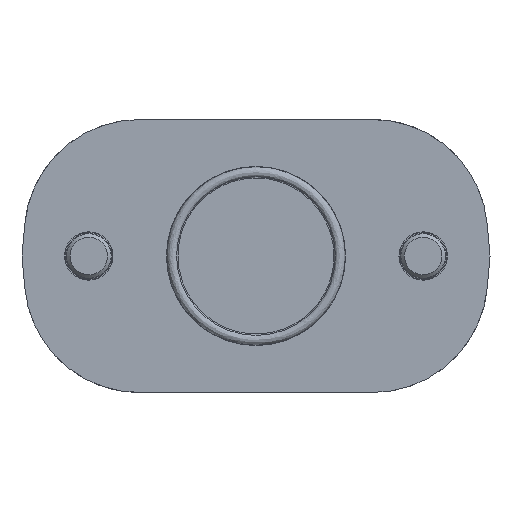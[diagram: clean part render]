
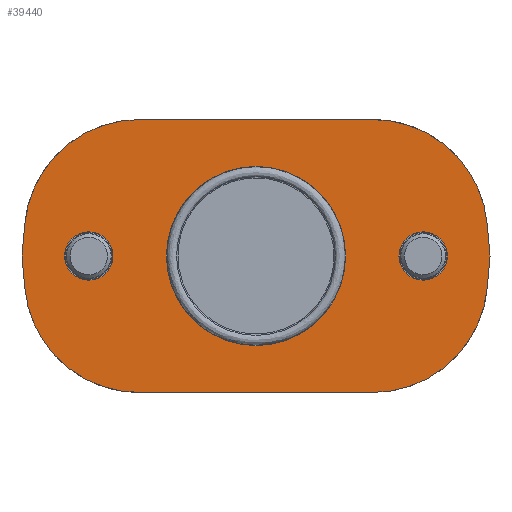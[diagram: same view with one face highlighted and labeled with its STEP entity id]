
A CAD part, front view. The second image highlights one B-rep face of the part: STEP entity #39440.
In plain terms, the highlighted planar face has unit normal (0, -1, 0).
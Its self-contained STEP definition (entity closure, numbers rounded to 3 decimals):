
#108 = CIRCLE ( 'NONE', #45614, 6.5 ) ;
#712 = CARTESIAN_POINT ( 'NONE',  ( 0., -13.925, 24.125 ) ) ;
#2249 = CARTESIAN_POINT ( 'NONE',  ( 31.379, -13.925, 36.75 ) ) ;
#2752 = LINE ( 'NONE', #7194, #27608 ) ;
#3935 = ORIENTED_EDGE ( 'NONE', *, *, #4966, .T. ) ;
#4655 = DIRECTION ( 'NONE',  ( 1., 0., 0. ) ) ;
#4922 = ORIENTED_EDGE ( 'NONE', *, *, #65738, .T. ) ;
#4966 = EDGE_CURVE ( 'NONE', #21375, #21375, #108, .T. ) ;
#6484 = LINE ( 'NONE', #33162, #60903 ) ;
#7020 = CARTESIAN_POINT ( 'NONE',  ( -63., -13.925, 0. ) ) ;
#7194 = CARTESIAN_POINT ( 'NONE',  ( -62.261, -13.925, 8.452 ) ) ;
#7801 = ORIENTED_EDGE ( 'NONE', *, *, #49376, .T. ) ;
#8395 = DIRECTION ( 'NONE',  ( -0.087, 0., 0.996 ) ) ;
#8836 = FACE_BOUND ( 'NONE', #66381, .T. ) ;
#9325 = AXIS2_PLACEMENT_3D ( 'NONE', #45237, #27986, #11076 ) ;
#9926 = VERTEX_POINT ( 'NONE', #58553 ) ;
#10368 = DIRECTION ( 'NONE',  ( 0., -1., 0. ) ) ;
#10406 = ORIENTED_EDGE ( 'NONE', *, *, #14173, .T. ) ;
#10902 = VECTOR ( 'NONE', #69343, 1000. ) ;
#11076 = DIRECTION ( 'NONE',  ( 0., 0., -1. ) ) ;
#12055 = AXIS2_PLACEMENT_3D ( 'NONE', #29431, #68559, #35198 ) ;
#12639 = LINE ( 'NONE', #2249, #10902 ) ;
#14173 = EDGE_CURVE ( 'NONE', #41098, #41098, #30654, .T. ) ;
#14187 = CIRCLE ( 'NONE', #60454, 31. ) ;
#14560 = EDGE_CURVE ( 'NONE', #27836, #50869, #2752, .T. ) ;
#14624 = DIRECTION ( 'NONE',  ( 0., 1., 0. ) ) ;
#16374 = EDGE_LOOP ( 'NONE', ( #4922, #32628, #66890, #66713, #60651, #72663, #55992, #7801, #33528, #68976 ) ) ;
#17539 = EDGE_CURVE ( 'NONE', #64786, #64131, #24693, .T. ) ;
#17928 = CIRCLE ( 'NONE', #47242, 31. ) ;
#19634 = EDGE_CURVE ( 'NONE', #56444, #56263, #6484, .T. ) ;
#20571 = EDGE_CURVE ( 'NONE', #9926, #64786, #72777, .T. ) ;
#20789 = CARTESIAN_POINT ( 'NONE',  ( 62.261, -13.925, -8.452 ) ) ;
#21375 = VERTEX_POINT ( 'NONE', #55765 ) ;
#23049 = VECTOR ( 'NONE', #42568, 1000. ) ;
#24693 = LINE ( 'NONE', #31054, #70394 ) ;
#25095 = AXIS2_PLACEMENT_3D ( 'NONE', #64343, #30883, #69969 ) ;
#26518 = DIRECTION ( 'NONE',  ( 0.087, 0., 0.996 ) ) ;
#26929 = CARTESIAN_POINT ( 'NONE',  ( -31.379, -13.925, 36.75 ) ) ;
#27480 = CARTESIAN_POINT ( 'NONE',  ( 31.379, -13.925, 5.75 ) ) ;
#27608 = VECTOR ( 'NONE', #46729, 1000. ) ;
#27836 = VERTEX_POINT ( 'NONE', #72565 ) ;
#27986 = DIRECTION ( 'NONE',  ( 0., -1., 0. ) ) ;
#29431 = CARTESIAN_POINT ( 'NONE',  ( 0., -13.925, 0. ) ) ;
#29790 = AXIS2_PLACEMENT_3D ( 'NONE', #66651, #33250, #72260 ) ;
#30654 = CIRCLE ( 'NONE', #53491, 6.5 ) ;
#30811 = EDGE_CURVE ( 'NONE', #54969, #54969, #53828, .T. ) ;
#30883 = DIRECTION ( 'NONE',  ( 0., -1., 0. ) ) ;
#31054 = CARTESIAN_POINT ( 'NONE',  ( 63., -13.925, 0. ) ) ;
#32628 = ORIENTED_EDGE ( 'NONE', *, *, #19634, .T. ) ;
#32962 = CARTESIAN_POINT ( 'NONE',  ( -31.379, -13.925, -36.75 ) ) ;
#33162 = CARTESIAN_POINT ( 'NONE',  ( -31.379, -13.925, -36.75 ) ) ;
#33250 = DIRECTION ( 'NONE',  ( 0., -1., 0. ) ) ;
#33266 = DIRECTION ( 'NONE',  ( 0., 0., -1. ) ) ;
#33381 = CARTESIAN_POINT ( 'NONE',  ( 45., -13.925, 0. ) ) ;
#33528 = ORIENTED_EDGE ( 'NONE', *, *, #14560, .T. ) ;
#33984 = CARTESIAN_POINT ( 'NONE',  ( -62.261, -13.925, -8.452 ) ) ;
#35198 = DIRECTION ( 'NONE',  ( 0., 0., 1. ) ) ;
#35453 = CARTESIAN_POINT ( 'NONE',  ( 62.261, -13.925, 8.452 ) ) ;
#35768 = EDGE_CURVE ( 'NONE', #51943, #54917, #12639, .T. ) ;
#36380 = CARTESIAN_POINT ( 'NONE',  ( 63., -13.925, 0. ) ) ;
#39102 = EDGE_LOOP ( 'NONE', ( #57399 ) ) ;
#39440 = ADVANCED_FACE ( 'NONE', ( #52280, #66878, #68670, #8836 ), #49863, .T. ) ;
#39797 = VECTOR ( 'NONE', #26518, 1000. ) ;
#40088 = LINE ( 'NONE', #53522, #23049 ) ;
#41085 = VERTEX_POINT ( 'NONE', #33984 ) ;
#41098 = VERTEX_POINT ( 'NONE', #61743 ) ;
#42568 = DIRECTION ( 'NONE',  ( 0.087, 0., -0.996 ) ) ;
#42961 = CARTESIAN_POINT ( 'NONE',  ( 31.379, -13.925, -36.75 ) ) ;
#44114 = DIRECTION ( 'NONE',  ( 0., 1., 0. ) ) ;
#44363 = DIRECTION ( 'NONE',  ( 0., 0., -1. ) ) ;
#44528 = CARTESIAN_POINT ( 'NONE',  ( 31.379, -13.925, -5.75 ) ) ;
#45237 = CARTESIAN_POINT ( 'NONE',  ( -31.379, -13.925, -5.75 ) ) ;
#45303 = EDGE_CURVE ( 'NONE', #64131, #51943, #17928, .T. ) ;
#45614 = AXIS2_PLACEMENT_3D ( 'NONE', #33381, #44114, #44363 ) ;
#46729 = DIRECTION ( 'NONE',  ( -0.087, 0., -0.996 ) ) ;
#47242 = AXIS2_PLACEMENT_3D ( 'NONE', #27480, #66668, #33266 ) ;
#48748 = CARTESIAN_POINT ( 'NONE',  ( -45., -13.925, 0. ) ) ;
#49136 = CIRCLE ( 'NONE', #25095, 31. ) ;
#49376 = EDGE_CURVE ( 'NONE', #54917, #27836, #50255, .T. ) ;
#49863 = PLANE ( 'NONE',  #9325 ) ;
#50113 = DIRECTION ( 'NONE',  ( 0., 0., -1. ) ) ;
#50255 = CIRCLE ( 'NONE', #29790, 31. ) ;
#50869 = VERTEX_POINT ( 'NONE', #7020 ) ;
#51943 = VERTEX_POINT ( 'NONE', #67738 ) ;
#52280 = FACE_BOUND ( 'NONE', #39102, .T. ) ;
#53491 = AXIS2_PLACEMENT_3D ( 'NONE', #48748, #14624, #54277 ) ;
#53522 = CARTESIAN_POINT ( 'NONE',  ( -63., -13.925, 0. ) ) ;
#53828 = CIRCLE ( 'NONE', #12055, 24.125 ) ;
#54277 = DIRECTION ( 'NONE',  ( 0., 0., -1. ) ) ;
#54917 = VERTEX_POINT ( 'NONE', #26929 ) ;
#54969 = VERTEX_POINT ( 'NONE', #712 ) ;
#55759 = EDGE_CURVE ( 'NONE', #50869, #41085, #40088, .T. ) ;
#55765 = CARTESIAN_POINT ( 'NONE',  ( 45., -13.925, -6.5 ) ) ;
#55992 = ORIENTED_EDGE ( 'NONE', *, *, #35768, .T. ) ;
#56263 = VERTEX_POINT ( 'NONE', #42961 ) ;
#56444 = VERTEX_POINT ( 'NONE', #32962 ) ;
#57399 = ORIENTED_EDGE ( 'NONE', *, *, #30811, .T. ) ;
#58553 = CARTESIAN_POINT ( 'NONE',  ( 62.261, -13.925, -8.452 ) ) ;
#58994 = EDGE_CURVE ( 'NONE', #56263, #9926, #14187, .T. ) ;
#60454 = AXIS2_PLACEMENT_3D ( 'NONE', #44528, #10368, #50113 ) ;
#60651 = ORIENTED_EDGE ( 'NONE', *, *, #17539, .T. ) ;
#60903 = VECTOR ( 'NONE', #4655, 1000. ) ;
#61743 = CARTESIAN_POINT ( 'NONE',  ( -45., -13.925, -6.5 ) ) ;
#64131 = VERTEX_POINT ( 'NONE', #35453 ) ;
#64343 = CARTESIAN_POINT ( 'NONE',  ( -31.379, -13.925, -5.75 ) ) ;
#64786 = VERTEX_POINT ( 'NONE', #36380 ) ;
#65738 = EDGE_CURVE ( 'NONE', #41085, #56444, #49136, .T. ) ;
#66381 = EDGE_LOOP ( 'NONE', ( #10406 ) ) ;
#66651 = CARTESIAN_POINT ( 'NONE',  ( -31.379, -13.925, 5.75 ) ) ;
#66668 = DIRECTION ( 'NONE',  ( 0., -1., 0. ) ) ;
#66713 = ORIENTED_EDGE ( 'NONE', *, *, #20571, .T. ) ;
#66878 = FACE_OUTER_BOUND ( 'NONE', #16374, .T. ) ;
#66890 = ORIENTED_EDGE ( 'NONE', *, *, #58994, .T. ) ;
#67738 = CARTESIAN_POINT ( 'NONE',  ( 31.379, -13.925, 36.75 ) ) ;
#68559 = DIRECTION ( 'NONE',  ( 0., 1., 0. ) ) ;
#68670 = FACE_BOUND ( 'NONE', #71012, .T. ) ;
#68976 = ORIENTED_EDGE ( 'NONE', *, *, #55759, .T. ) ;
#69343 = DIRECTION ( 'NONE',  ( -1., 0., 0. ) ) ;
#69969 = DIRECTION ( 'NONE',  ( 0., 0., -1. ) ) ;
#70394 = VECTOR ( 'NONE', #8395, 1000. ) ;
#71012 = EDGE_LOOP ( 'NONE', ( #3935 ) ) ;
#72260 = DIRECTION ( 'NONE',  ( 0., 0., -1. ) ) ;
#72565 = CARTESIAN_POINT ( 'NONE',  ( -62.261, -13.925, 8.452 ) ) ;
#72663 = ORIENTED_EDGE ( 'NONE', *, *, #45303, .T. ) ;
#72777 = LINE ( 'NONE', #20789, #39797 ) ;
